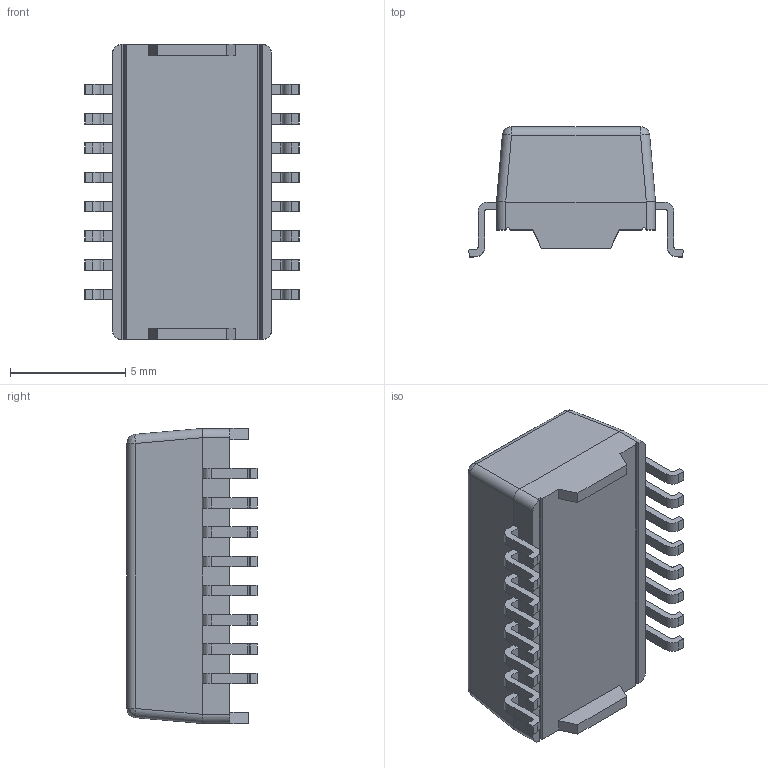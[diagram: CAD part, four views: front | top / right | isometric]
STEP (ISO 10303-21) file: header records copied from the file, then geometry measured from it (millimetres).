
FILE_DESCRIPTION(('FreeCAD Model'),'2;1');
FILE_NAME('Open CASCADE Shape Model','2025-11-19T20:24:57',(''),(''), 'Open CASCADE STEP processor 7.8','FreeCAD','Unknown');
FILE_SCHEMA(('AP242_MANAGED_MODEL_BASED_3D_ENGINEERING_MIM_LF. {1 0 10303 442 1 1 4 }'));
Length unit declared in the file: millimetre
Products named in the file (1): PT61018PEL
Bounding box: 9.3 x 5.65 x 12.8 mm (x, y, z)
Volume: 384.1 mm3; surface area: 424.4 mm2
Topology: 18 solids, 18 shells, 273 faces, 692 edges, 456 vertices
Faces by surface type: plane 189, cylinder 80, bspline 4
Entity records: 18252 total; most frequent: CARTESIAN_POINT 3630, DIRECTION 2684, LINE 1736, VECTOR 1736, ORIENTED_EDGE 1384, PCURVE 1384, DEFINITIONAL_REPRESENTATION 1384, EDGE_CURVE 692
